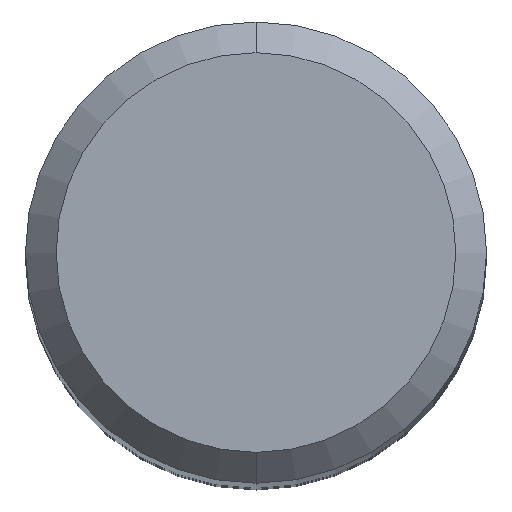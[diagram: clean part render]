
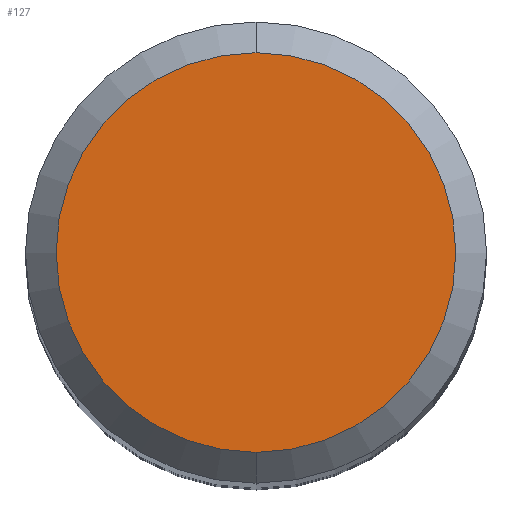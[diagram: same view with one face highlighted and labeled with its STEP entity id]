
A CAD part, top view. The second image highlights one B-rep face of the part: STEP entity #127.
In plain terms, the highlighted planar face has unit normal (0, 0, 1).
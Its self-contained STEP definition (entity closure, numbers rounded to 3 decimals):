
#127=ADVANCED_FACE('',(#295),#296,.T.);
#129=VERTEX_POINT('',#298);
#133=EDGE_CURVE('',#181,#129,#303,.T.);
#181=VERTEX_POINT('',#357);
#203=EDGE_CURVE('',#129,#181,#383,.T.);
#295=FACE_OUTER_BOUND('',#484,.T.);
#296=PLANE('',#485);
#298=CARTESIAN_POINT('',(0.,-2.6,0.0));
#303=CIRCLE('',#493,2.6);
#357=CARTESIAN_POINT('',(0.0,2.6,0.0));
#383=CIRCLE('',#592,2.6);
#484=EDGE_LOOP('',(#684,#685));
#485=AXIS2_PLACEMENT_3D('',#686,#687,#688);
#493=AXIS2_PLACEMENT_3D('',#695,#696,#697);
#592=AXIS2_PLACEMENT_3D('',#809,#810,#811);
#684=ORIENTED_EDGE('',*,*,#133,.F.);
#685=ORIENTED_EDGE('',*,*,#203,.F.);
#686=CARTESIAN_POINT('',(0.0,1.3,0.0));
#687=DIRECTION('',(-0.0,0.0,1.0));
#688=DIRECTION('',(0.0,-1.0,0.0));
#695=CARTESIAN_POINT('',(0.0,0.0,0.0));
#696=DIRECTION('',(0.0,0.0,-1.0));
#697=DIRECTION('',(0.0,1.0,0.0));
#809=CARTESIAN_POINT('',(0.0,0.0,0.0));
#810=DIRECTION('',(0.0,0.0,-1.0));
#811=DIRECTION('',(0.0,1.0,0.0));
